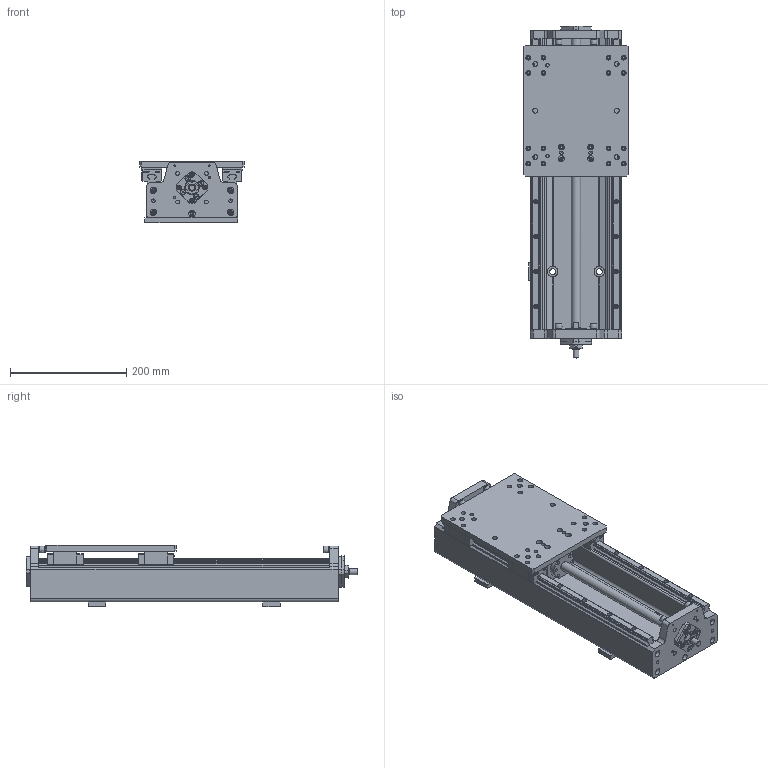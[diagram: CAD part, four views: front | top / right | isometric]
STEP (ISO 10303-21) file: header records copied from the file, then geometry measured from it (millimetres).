
FILE_DESCRIPTION((''),'2;1');
FILE_NAME('KK-HD-180-15-16XX-0500.stp','2009-03-21T10:46:08',('kurt'),(''),'Autodesk Inventor 2008','Autodesk Inventor 2008','');
FILE_SCHEMA(('AUTOMOTIVE_DESIGN { 1 0 10303 214 1 1 1 1 }'));
Length unit declared in the file: millimetre
Products named in the file (1): Part105
Bounding box: 180 x 570.5 x 105 mm (x, y, z)
Volume: 3622177.2 mm3; surface area: 542726.5 mm2
Topology: 1 solids, 19 shells, 2468 faces, 6789 edges, 4495 vertices
Faces by surface type: plane 1536, bspline 435, cylinder 373, cone 108, torus 16
Full cylindrical faces by diameter (mm): 2.459 x4, 3 x5, 3.242 x24, 3.5 x4, 3.6 x1, 4 x18, 4.134 x10, 4.5 x40, 4.917 x11, 5.5 x14, 6 x12, 6.6 x14, 7.5 x16, 8 x28, 8.376 x6, 9.5 x4, 9.6 x1, 10 x8, 10.106 x4, 11 x18, 12 x1, 15 x1, 15.12 x4, 15.36 x2, 16 x3, 17 x1, 18 x4, 20.88 x4, 24 x2, 26 x2
Entity records: 86119 total; most frequent: CARTESIAN_POINT 24887, ORIENTED_EDGE 12614, DIRECTION 10366, EDGE_CURVE 6307, VECTOR 4500, LINE 4500, VERTEX_POINT 4379, EDGE_LOOP 3152
